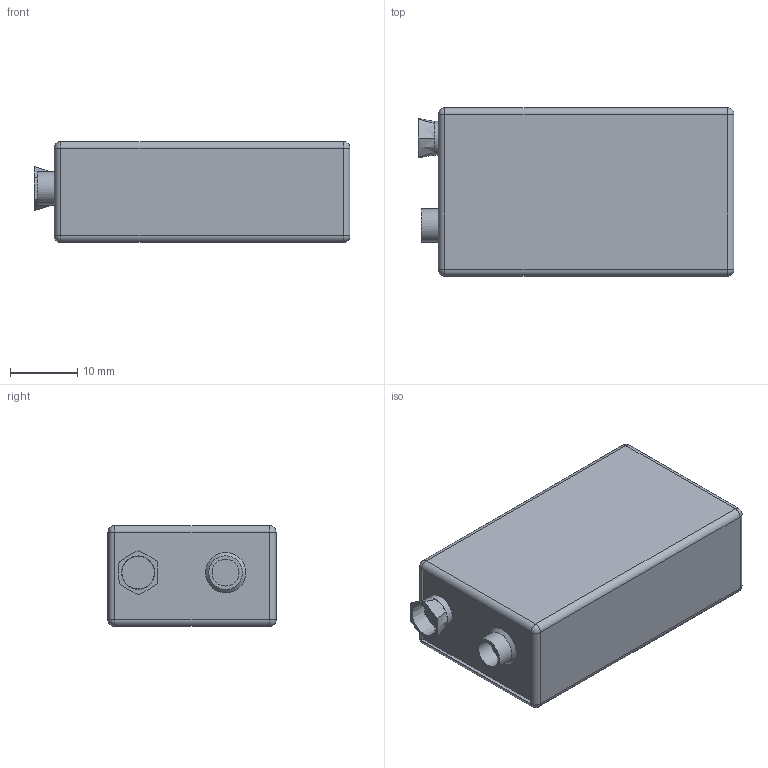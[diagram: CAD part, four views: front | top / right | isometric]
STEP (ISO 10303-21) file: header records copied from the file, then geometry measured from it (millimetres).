
FILE_DESCRIPTION(/* description */ (''),/* implementation_level */ '2;1');
FILE_NAME(/* name */ '9v battery v1.step',/* time_stamp */ '2023-06-03T23:00:59+10:00',/* author */ (''),/* organization */ (''),/* preprocessor_version */ 'ST-DEVELOPER v19.2',/* originating_system */ 'Autodesk Translation Framework v12.6.0.85',/* authorisation */ '');
FILE_SCHEMA (('AUTOMOTIVE_DESIGN { 1 0 10303 214 3 1 1 }'));
Length unit declared in the file: millimetre
Products named in the file (1): 9v battery
Bounding box: 47 x 25 x 15 mm (x, y, z)
Volume: 16195.9 mm3; surface area: 4503.1 mm2
Topology: 4 solids, 4 shells, 52 faces, 97 edges, 54 vertices
Faces by surface type: plane 21, cylinder 15, sphere 8, bspline 6, cone 2
Full cylindrical faces by diameter (mm): 4 x1, 5 x2
Entity records: 1442 total; most frequent: CARTESIAN_POINT 354, DIRECTION 225, ORIENTED_EDGE 194, EDGE_CURVE 97, AXIS2_PLACEMENT_3D 87, EDGE_LOOP 55, VERTEX_POINT 54, FACE_OUTER_BOUND 52
